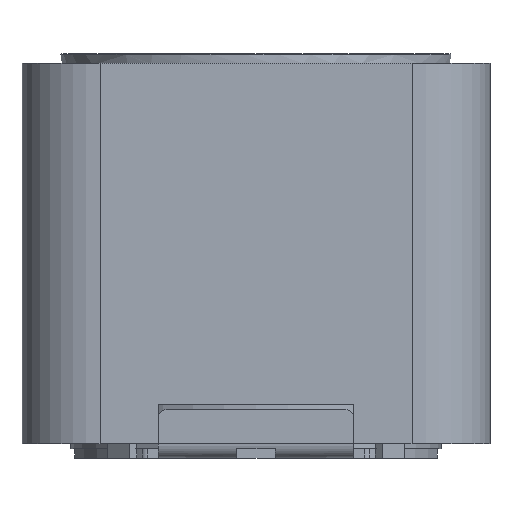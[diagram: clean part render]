
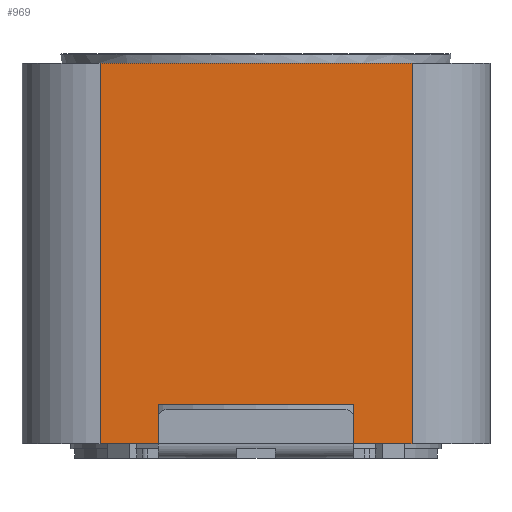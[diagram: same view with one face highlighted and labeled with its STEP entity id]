
A CAD part, front view. The second image highlights one B-rep face of the part: STEP entity #969.
In plain terms, the highlighted planar face has unit normal (0, -1, 0).
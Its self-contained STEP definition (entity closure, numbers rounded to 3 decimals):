
#969 = ADVANCED_FACE( '', ( #1993 ), #1994, .F. );
#1993 = FACE_OUTER_BOUND( '', #3336, .T. );
#1994 = PLANE( '', #3337 );
#3336 = EDGE_LOOP( '', ( #5301, #5302, #5303, #5304, #5305, #5306, #5307, #5308, #5309, #5310, #5311, #5312 ) );
#3337 = AXIS2_PLACEMENT_3D( '', #5313, #5314, #5315 );
#5301 = ORIENTED_EDGE( '', *, *, #7356, .T. );
#5302 = ORIENTED_EDGE( '', *, *, #7309, .T. );
#5303 = ORIENTED_EDGE( '', *, *, #7357, .T. );
#5304 = ORIENTED_EDGE( '', *, *, #7358, .F. );
#5305 = ORIENTED_EDGE( '', *, *, #7359, .T. );
#5306 = ORIENTED_EDGE( '', *, *, #7360, .F. );
#5307 = ORIENTED_EDGE( '', *, *, #7361, .T. );
#5308 = ORIENTED_EDGE( '', *, *, #7362, .F. );
#5309 = ORIENTED_EDGE( '', *, *, #7363, .T. );
#5310 = ORIENTED_EDGE( '', *, *, #7282, .T. );
#5311 = ORIENTED_EDGE( '', *, *, #7364, .T. );
#5312 = ORIENTED_EDGE( '', *, *, #7347, .F. );
#5313 = CARTESIAN_POINT( '', ( -6., -6., 4.875 ) );
#5314 = DIRECTION( '', ( 0., 1., 0. ) );
#5315 = DIRECTION( '', ( -1., 0., 0. ) );
#7282 = EDGE_CURVE( '', #8119, #8117, #8120, .T. );
#7309 = EDGE_CURVE( '', #8173, #8171, #8174, .T. );
#7347 = EDGE_CURVE( '', #8247, #8249, #8250, .T. );
#7356 = EDGE_CURVE( '', #8247, #8173, #8260, .T. );
#7357 = EDGE_CURVE( '', #8171, #8261, #8262, .F. );
#7358 = EDGE_CURVE( '', #8263, #8261, #8264, .T. );
#7359 = EDGE_CURVE( '', #8263, #8265, #8266, .T. );
#7360 = EDGE_CURVE( '', #8267, #8265, #8268, .T. );
#7361 = EDGE_CURVE( '', #8267, #8269, #8270, .T. );
#7362 = EDGE_CURVE( '', #8271, #8269, #8272, .T. );
#7363 = EDGE_CURVE( '', #8271, #8119, #8273, .F. );
#7364 = EDGE_CURVE( '', #8117, #8249, #8274, .F. );
#8117 = VERTEX_POINT( '', #9056 );
#8119 = VERTEX_POINT( '', #9058 );
#8120 = LINE( '', #9059, #9060 );
#8171 = VERTEX_POINT( '', #9124 );
#8173 = VERTEX_POINT( '', #9127 );
#8174 = LINE( '', #9128, #9129 );
#8247 = VERTEX_POINT( '', #9224 );
#8249 = VERTEX_POINT( '', #9226 );
#8250 = LINE( '', #9227, #9228 );
#8260 = LINE( '', #9241, #9242 );
#8261 = VERTEX_POINT( '', #9243 );
#8262 = CIRCLE( '', #9244, 0.02 );
#8263 = VERTEX_POINT( '', #9245 );
#8264 = LINE( '', #9246, #9247 );
#8265 = VERTEX_POINT( '', #9248 );
#8266 = CIRCLE( '', #9249, 0.02 );
#8267 = VERTEX_POINT( '', #9250 );
#8268 = LINE( '', #9251, #9252 );
#8269 = VERTEX_POINT( '', #9253 );
#8270 = CIRCLE( '', #9254, 0.02 );
#8271 = VERTEX_POINT( '', #9255 );
#8272 = LINE( '', #9256, #9257 );
#8273 = CIRCLE( '', #9258, 0.02 );
#8274 = LINE( '', #9259, #9260 );
#9056 = CARTESIAN_POINT( '', ( 4., -6., -4.875 ) );
#9058 = CARTESIAN_POINT( '', ( 2.52, -6., -4.875 ) );
#9059 = CARTESIAN_POINT( '', ( -6., -6., -4.875 ) );
#9060 = VECTOR( '', #10499, 1000. );
#9124 = CARTESIAN_POINT( '', ( -2.52, -6., -4.875 ) );
#9127 = CARTESIAN_POINT( '', ( -4., -6., -4.875 ) );
#9128 = CARTESIAN_POINT( '', ( -6., -6., -4.875 ) );
#9129 = VECTOR( '', #10550, 1000. );
#9224 = CARTESIAN_POINT( '', ( -4., -6., 4.875 ) );
#9226 = CARTESIAN_POINT( '', ( 4., -6., 4.875 ) );
#9227 = CARTESIAN_POINT( '', ( -6., -6., 4.875 ) );
#9228 = VECTOR( '', #10618, 1000. );
#9241 = CARTESIAN_POINT( '', ( -4., -6., 4.875 ) );
#9242 = VECTOR( '', #10637, 1000. );
#9243 = CARTESIAN_POINT( '', ( -2.5, -6., -4.855 ) );
#9244 = AXIS2_PLACEMENT_3D( '', #10638, #10639, #10640 );
#9245 = CARTESIAN_POINT( '', ( -2.5, -6., -3.895 ) );
#9246 = CARTESIAN_POINT( '', ( -2.5, -6., -3.875 ) );
#9247 = VECTOR( '', #10641, 1000. );
#9248 = CARTESIAN_POINT( '', ( -2.48, -6., -3.875 ) );
#9249 = AXIS2_PLACEMENT_3D( '', #10642, #10643, #10644 );
#9250 = CARTESIAN_POINT( '', ( 2.48, -6., -3.875 ) );
#9251 = CARTESIAN_POINT( '', ( -2.5, -6., -3.875 ) );
#9252 = VECTOR( '', #10645, 1000. );
#9253 = CARTESIAN_POINT( '', ( 2.5, -6., -3.895 ) );
#9254 = AXIS2_PLACEMENT_3D( '', #10646, #10647, #10648 );
#9255 = CARTESIAN_POINT( '', ( 2.5, -6., -4.855 ) );
#9256 = CARTESIAN_POINT( '', ( 2.5, -6., -3.875 ) );
#9257 = VECTOR( '', #10649, 1000. );
#9258 = AXIS2_PLACEMENT_3D( '', #10650, #10651, #10652 );
#9259 = CARTESIAN_POINT( '', ( 4., -6., 4.875 ) );
#9260 = VECTOR( '', #10653, 1000. );
#10499 = DIRECTION( '', ( 1., 0., 0. ) );
#10550 = DIRECTION( '', ( 1., 0., 0. ) );
#10618 = DIRECTION( '', ( 1., 0., 0. ) );
#10637 = DIRECTION( '', ( 0., 0., -1. ) );
#10638 = CARTESIAN_POINT( '', ( -2.52, -6., -4.855 ) );
#10639 = DIRECTION( '', ( 0., 1., 0. ) );
#10640 = DIRECTION( '', ( -1., 0., 0. ) );
#10641 = DIRECTION( '', ( 0., 0., -1. ) );
#10642 = CARTESIAN_POINT( '', ( -2.48, -6., -3.895 ) );
#10643 = DIRECTION( '', ( 0., 1., 0. ) );
#10644 = DIRECTION( '', ( -1., 0., 0. ) );
#10645 = DIRECTION( '', ( -1., 0., 0. ) );
#10646 = CARTESIAN_POINT( '', ( 2.48, -6., -3.895 ) );
#10647 = DIRECTION( '', ( 0., 1., 0. ) );
#10648 = DIRECTION( '', ( -1., 0., 0. ) );
#10649 = DIRECTION( '', ( 0., 0., 1. ) );
#10650 = CARTESIAN_POINT( '', ( 2.52, -6., -4.855 ) );
#10651 = DIRECTION( '', ( 0., 1., 0. ) );
#10652 = DIRECTION( '', ( -1., 0., 0. ) );
#10653 = DIRECTION( '', ( 0., 0., -1. ) );
